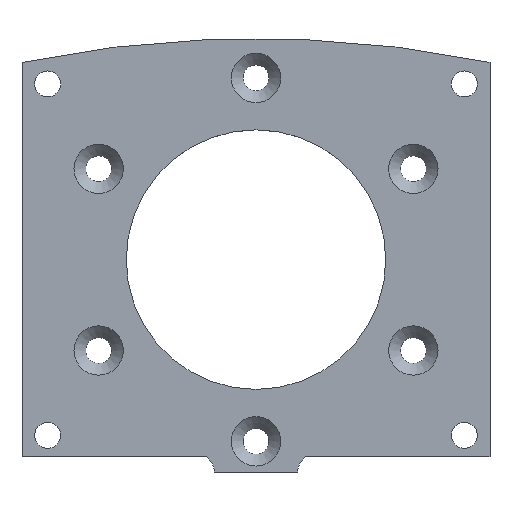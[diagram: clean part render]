
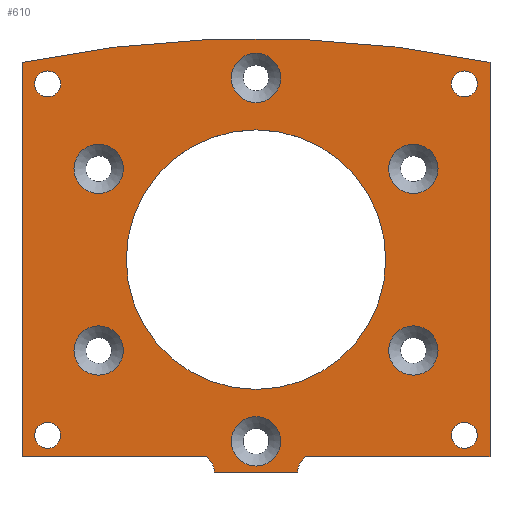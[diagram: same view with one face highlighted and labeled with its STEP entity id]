
A CAD part, top view. The second image highlights one B-rep face of the part: STEP entity #610.
In plain terms, the highlighted planar face has unit normal (0, 0, 1).
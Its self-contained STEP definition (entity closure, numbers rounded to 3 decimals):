
#19=FACE_BOUND('',#123,.T.);
#20=FACE_BOUND('',#124,.T.);
#21=FACE_BOUND('',#125,.T.);
#22=FACE_BOUND('',#126,.T.);
#23=FACE_BOUND('',#127,.T.);
#24=FACE_BOUND('',#128,.T.);
#25=FACE_BOUND('',#129,.T.);
#26=FACE_BOUND('',#130,.T.);
#27=FACE_BOUND('',#131,.T.);
#28=FACE_BOUND('',#132,.T.);
#29=FACE_BOUND('',#133,.T.);
#46=PLANE('',#700);
#91=FACE_OUTER_BOUND('',#122,.T.);
#122=EDGE_LOOP('',(#533,#534,#535,#536,#537,#538,#539,#540));
#123=EDGE_LOOP('',(#541));
#124=EDGE_LOOP('',(#542));
#125=EDGE_LOOP('',(#543));
#126=EDGE_LOOP('',(#544));
#127=EDGE_LOOP('',(#545));
#128=EDGE_LOOP('',(#546));
#129=EDGE_LOOP('',(#547));
#130=EDGE_LOOP('',(#548));
#131=EDGE_LOOP('',(#549));
#132=EDGE_LOOP('',(#550));
#133=EDGE_LOOP('',(#551));
#169=LINE('',#1025,#208);
#172=LINE('',#1031,#211);
#176=LINE('',#1043,#215);
#180=LINE('',#1055,#219);
#183=LINE('',#1061,#222);
#208=VECTOR('',#850,10.);
#211=VECTOR('',#855,10.);
#215=VECTOR('',#867,10.);
#219=VECTOR('',#879,10.);
#222=VECTOR('',#884,10.);
#232=CIRCLE('',#640,4.75);
#235=CIRCLE('',#644,4.75);
#238=CIRCLE('',#648,4.75);
#241=CIRCLE('',#652,4.75);
#244=CIRCLE('',#656,4.75);
#247=CIRCLE('',#660,4.75);
#254=CIRCLE('',#672,2.5);
#256=CIRCLE('',#676,25.);
#258=CIRCLE('',#679,2.5);
#259=CIRCLE('',#681,2.5);
#261=CIRCLE('',#685,2.5);
#263=CIRCLE('',#690,3.765);
#265=CIRCLE('',#694,3.765);
#267=CIRCLE('',#699,223.681);
#276=VERTEX_POINT('',#925);
#279=VERTEX_POINT('',#933);
#282=VERTEX_POINT('',#941);
#285=VERTEX_POINT('',#949);
#288=VERTEX_POINT('',#957);
#291=VERTEX_POINT('',#965);
#298=VERTEX_POINT('',#989);
#300=VERTEX_POINT('',#997);
#302=VERTEX_POINT('',#1003);
#303=VERTEX_POINT('',#1007);
#305=VERTEX_POINT('',#1015);
#308=VERTEX_POINT('',#1022);
#309=VERTEX_POINT('',#1024);
#311=VERTEX_POINT('',#1030);
#313=VERTEX_POINT('',#1036);
#315=VERTEX_POINT('',#1042);
#317=VERTEX_POINT('',#1048);
#319=VERTEX_POINT('',#1054);
#321=VERTEX_POINT('',#1060);
#334=EDGE_CURVE('',#276,#276,#232,.T.);
#338=EDGE_CURVE('',#279,#279,#235,.T.);
#342=EDGE_CURVE('',#282,#282,#238,.T.);
#346=EDGE_CURVE('',#285,#285,#241,.T.);
#350=EDGE_CURVE('',#288,#288,#244,.T.);
#354=EDGE_CURVE('',#291,#291,#247,.T.);
#366=EDGE_CURVE('',#298,#298,#254,.T.);
#370=EDGE_CURVE('',#300,#300,#256,.T.);
#373=EDGE_CURVE('',#302,#302,#258,.T.);
#375=EDGE_CURVE('',#303,#303,#259,.T.);
#379=EDGE_CURVE('',#305,#305,#261,.T.);
#383=EDGE_CURVE('',#309,#308,#169,.T.);
#386=EDGE_CURVE('',#311,#309,#172,.T.);
#389=EDGE_CURVE('',#313,#311,#263,.T.);
#392=EDGE_CURVE('',#315,#313,#176,.T.);
#395=EDGE_CURVE('',#317,#315,#265,.T.);
#398=EDGE_CURVE('',#319,#317,#180,.T.);
#401=EDGE_CURVE('',#321,#319,#183,.T.);
#404=EDGE_CURVE('',#308,#321,#267,.T.);
#533=ORIENTED_EDGE('',*,*,#404,.T.);
#534=ORIENTED_EDGE('',*,*,#401,.T.);
#535=ORIENTED_EDGE('',*,*,#398,.T.);
#536=ORIENTED_EDGE('',*,*,#395,.T.);
#537=ORIENTED_EDGE('',*,*,#392,.T.);
#538=ORIENTED_EDGE('',*,*,#389,.T.);
#539=ORIENTED_EDGE('',*,*,#386,.T.);
#540=ORIENTED_EDGE('',*,*,#383,.T.);
#541=ORIENTED_EDGE('',*,*,#334,.T.);
#542=ORIENTED_EDGE('',*,*,#338,.T.);
#543=ORIENTED_EDGE('',*,*,#342,.T.);
#544=ORIENTED_EDGE('',*,*,#346,.T.);
#545=ORIENTED_EDGE('',*,*,#350,.T.);
#546=ORIENTED_EDGE('',*,*,#354,.T.);
#547=ORIENTED_EDGE('',*,*,#379,.T.);
#548=ORIENTED_EDGE('',*,*,#375,.T.);
#549=ORIENTED_EDGE('',*,*,#373,.T.);
#550=ORIENTED_EDGE('',*,*,#370,.T.);
#551=ORIENTED_EDGE('',*,*,#366,.T.);
#610=ADVANCED_FACE('',(#91,#19,#20,#21,#22,#23,#24,#25,#26,#27,#28,#29),
#46,.T.);
#640=AXIS2_PLACEMENT_3D('',#926,#737,#738);
#644=AXIS2_PLACEMENT_3D('',#934,#746,#747);
#648=AXIS2_PLACEMENT_3D('',#942,#755,#756);
#652=AXIS2_PLACEMENT_3D('',#950,#764,#765);
#656=AXIS2_PLACEMENT_3D('',#958,#773,#774);
#660=AXIS2_PLACEMENT_3D('',#966,#782,#783);
#672=AXIS2_PLACEMENT_3D('',#990,#811,#812);
#676=AXIS2_PLACEMENT_3D('',#998,#821,#822);
#679=AXIS2_PLACEMENT_3D('',#1004,#828,#829);
#681=AXIS2_PLACEMENT_3D('',#1008,#833,#834);
#685=AXIS2_PLACEMENT_3D('',#1016,#843,#844);
#690=AXIS2_PLACEMENT_3D('',#1037,#861,#862);
#694=AXIS2_PLACEMENT_3D('',#1049,#873,#874);
#699=AXIS2_PLACEMENT_3D('',#1065,#890,#891);
#700=AXIS2_PLACEMENT_3D('',#1066,#892,#893);
#737=DIRECTION('center_axis',(0.,0.,-1.));
#738=DIRECTION('ref_axis',(1.,0.,0.));
#746=DIRECTION('center_axis',(0.,0.,-1.));
#747=DIRECTION('ref_axis',(1.,0.,0.));
#755=DIRECTION('center_axis',(0.,0.,-1.));
#756=DIRECTION('ref_axis',(1.,0.,0.));
#764=DIRECTION('center_axis',(0.,0.,-1.));
#765=DIRECTION('ref_axis',(1.,0.,0.));
#773=DIRECTION('center_axis',(0.,0.,-1.));
#774=DIRECTION('ref_axis',(1.,0.,0.));
#782=DIRECTION('center_axis',(0.,0.,-1.));
#783=DIRECTION('ref_axis',(1.,0.,0.));
#811=DIRECTION('center_axis',(0.,0.,-1.));
#812=DIRECTION('ref_axis',(-1.,0.,0.));
#821=DIRECTION('center_axis',(0.,0.,-1.));
#822=DIRECTION('ref_axis',(-1.,0.,0.));
#828=DIRECTION('center_axis',(0.,0.,-1.));
#829=DIRECTION('ref_axis',(-1.,0.,0.));
#833=DIRECTION('center_axis',(0.,0.,-1.));
#834=DIRECTION('ref_axis',(-1.,0.,0.));
#843=DIRECTION('center_axis',(0.,0.,-1.));
#844=DIRECTION('ref_axis',(-1.,0.,0.));
#850=DIRECTION('',(0.,1.,0.));
#855=DIRECTION('',(1.,0.,0.));
#861=DIRECTION('center_axis',(0.,0.,-1.));
#862=DIRECTION('ref_axis',(-0.604,0.797,0.));
#867=DIRECTION('',(1.,0.,0.));
#873=DIRECTION('center_axis',(0.,0.,-1.));
#874=DIRECTION('ref_axis',(1.,0.,0.));
#879=DIRECTION('',(1.,0.,0.));
#884=DIRECTION('',(0.,-1.,0.));
#890=DIRECTION('center_axis',(0.,0.,1.));
#891=DIRECTION('ref_axis',(0.201,0.979,0.));
#892=DIRECTION('center_axis',(0.,0.,1.));
#893=DIRECTION('ref_axis',(-1.,0.,0.));
#925=CARTESIAN_POINT('',(25.561,17.5,2.));
#926=CARTESIAN_POINT('Origin',(30.311,17.5,2.));
#933=CARTESIAN_POINT('',(25.561,-17.5,2.));
#934=CARTESIAN_POINT('Origin',(30.311,-17.5,2.));
#941=CARTESIAN_POINT('',(-4.75,-35.,2.));
#942=CARTESIAN_POINT('Origin',(0.,-35.,2.));
#949=CARTESIAN_POINT('',(-35.061,-17.5,2.));
#950=CARTESIAN_POINT('Origin',(-30.311,-17.5,2.));
#957=CARTESIAN_POINT('',(-35.061,17.5,2.));
#958=CARTESIAN_POINT('Origin',(-30.311,17.5,2.));
#965=CARTESIAN_POINT('',(-4.75,35.,2.));
#966=CARTESIAN_POINT('Origin',(0.,35.,2.));
#989=CARTESIAN_POINT('',(42.641,-33.842,2.));
#990=CARTESIAN_POINT('Origin',(40.141,-33.842,2.));
#997=CARTESIAN_POINT('',(25.,0.,2.));
#998=CARTESIAN_POINT('Origin',(0.,0.,2.));
#1003=CARTESIAN_POINT('',(-37.641,-33.842,2.));
#1004=CARTESIAN_POINT('Origin',(-40.141,-33.842,2.));
#1007=CARTESIAN_POINT('',(42.641,33.842,2.));
#1008=CARTESIAN_POINT('Origin',(40.141,33.842,2.));
#1015=CARTESIAN_POINT('',(-37.641,33.842,2.));
#1016=CARTESIAN_POINT('Origin',(-40.141,33.842,2.));
#1022=CARTESIAN_POINT('',(45.069,37.997,2.));
#1024=CARTESIAN_POINT('',(45.069,-37.997,2.));
#1025=CARTESIAN_POINT('',(45.069,37.997,2.));
#1030=CARTESIAN_POINT('',(9.49,-37.997,2.));
#1031=CARTESIAN_POINT('',(45.069,-37.997,2.));
#1036=CARTESIAN_POINT('',(8.,-40.997,2.));
#1037=CARTESIAN_POINT('Origin',(11.765,-40.997,2.));
#1042=CARTESIAN_POINT('',(-8.,-40.997,2.));
#1043=CARTESIAN_POINT('',(-8.,-40.997,2.));
#1048=CARTESIAN_POINT('',(-9.49,-37.997,2.));
#1049=CARTESIAN_POINT('Origin',(-11.765,-40.997,2.));
#1054=CARTESIAN_POINT('',(-45.069,-37.997,2.));
#1055=CARTESIAN_POINT('',(45.069,-37.997,2.));
#1060=CARTESIAN_POINT('',(-45.069,37.997,2.));
#1061=CARTESIAN_POINT('',(-45.069,-37.997,2.));
#1065=CARTESIAN_POINT('Origin',(0.,-181.097,2.));
#1066=CARTESIAN_POINT('Origin',(0.,0.794,2.));
